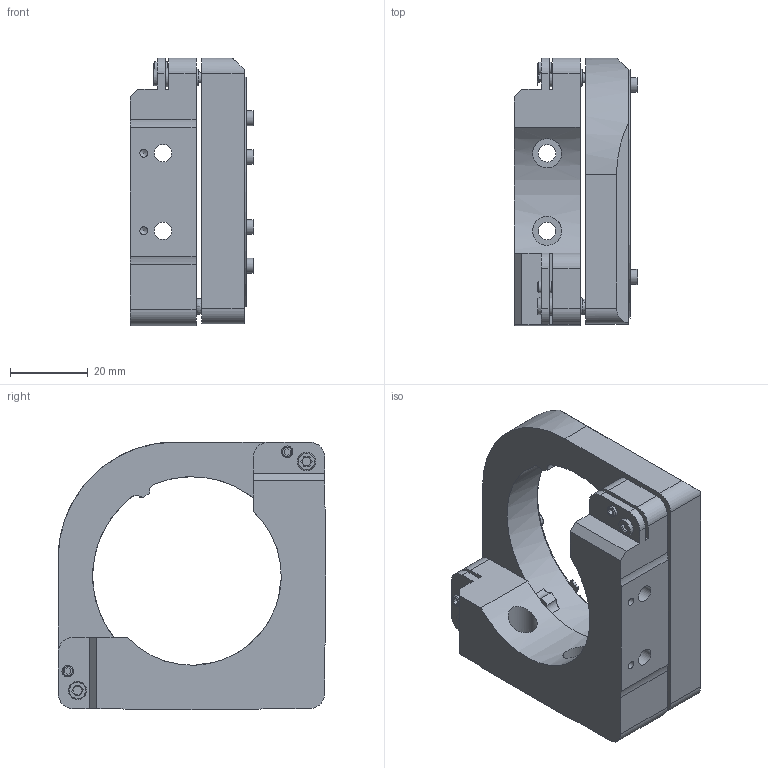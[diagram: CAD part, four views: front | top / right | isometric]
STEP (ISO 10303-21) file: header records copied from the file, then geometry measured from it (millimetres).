
FILE_DESCRIPTION(/* description */ (''),/* implementation_level */ '2;1');
FILE_NAME(/* name */ 'SD-508-08-VC-RS-M_Subst_.stp',/* time_stamp */ '2023-03-17T16:25:14+02:00',/* author */ ('vytau'),/* organization */ (''),/* preprocessor_version */ 'ST-DEVELOPER v18',/* originating_system */ 'Autodesk Inventor 2020',/* authorisation */ '');
FILE_SCHEMA (('CONFIG_CONTROL_DESIGN'));
Length unit declared in the file: millimetre
Products named in the file (1): SD-508-08-VC-RS-M_Substitute_7
Bounding box: 31.9 x 69 x 69 mm (x, y, z)
Volume: 54710.5 mm3; surface area: 19474.5 mm2
Topology: 1 solids, 1 shells, 245 faces, 688 edges, 464 vertices
Faces by surface type: plane 136, cylinder 84, cone 18, torus 4, sphere 3
Full cylindrical faces by diameter (mm): 2 x4, 3 x4, 3.8 x4, 4.5 x4, 4.763 x2, 7.5 x4, 51.2 x1
Entity records: 8399 total; most frequent: CARTESIAN_POINT 1576, DIRECTION 1390, ORIENTED_EDGE 1348, EDGE_CURVE 674, AXIS2_PLACEMENT_3D 506, VERTEX_POINT 464, LINE 378, VECTOR 378
